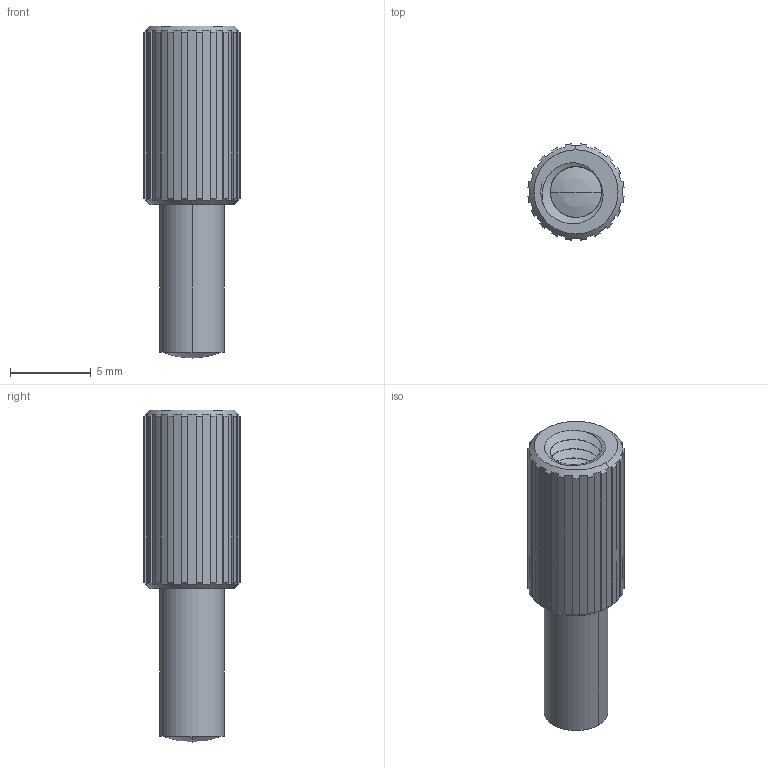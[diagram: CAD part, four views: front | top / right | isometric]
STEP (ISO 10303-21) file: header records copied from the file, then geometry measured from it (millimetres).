
FILE_DESCRIPTION((''),'2;1');
FILE_NAME('166393_ASM','2016-01-05T',('pdmadmin'),(''),'PRO/ENGINEER BY PARAMETRIC TECHNOLOGY CORPORATION, 2013230','PRO/ENGINEER BY PARAMETRIC TECHNOLOGY CORPORATION, 2013230','');
FILE_SCHEMA(('CONFIG_CONTROL_DESIGN'));
Length unit declared in the file: inch
Products named in the file (3): 39273; 39272; 166393_ASM
Assembly tree (2 placements, depth 2):
  166393_ASM
    39273
    39272
Bounding box: 5.95 x 5.95 x 20.54 mm (x, y, z)
Volume: 238.3 mm3; surface area: 713 mm2
Topology: 2 solids, 2 shells, 127 faces, 361 edges, 236 vertices
Faces by surface type: plane 64, cylinder 45, bspline 10, cone 4, sphere 4
Entity records: 6115 total; most frequent: CARTESIAN_POINT 2904, ORIENTED_EDGE 714, DIRECTION 567, EDGE_CURVE 357, VERTEX_POINT 236, VECTOR 197, LINE 197, AXIS2_PLACEMENT_3D 185
